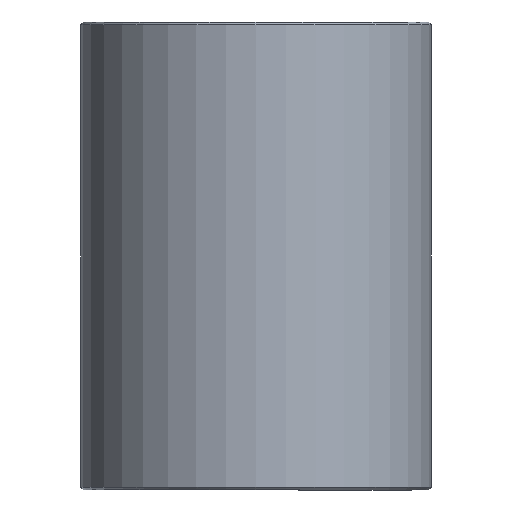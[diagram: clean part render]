
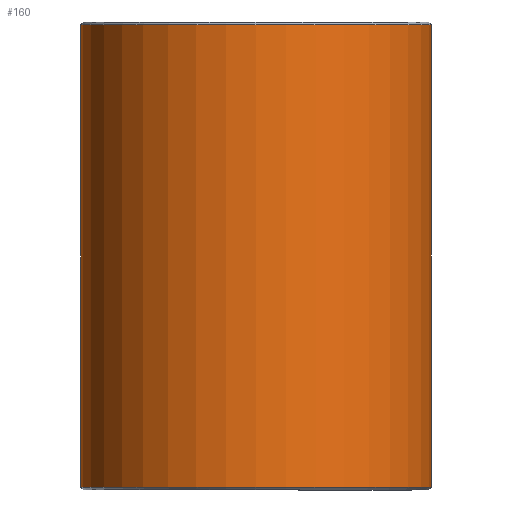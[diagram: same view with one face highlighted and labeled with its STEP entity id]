
A CAD part, front view. The second image highlights one B-rep face of the part: STEP entity #160.
In plain terms, the highlighted cylindrical face has radius 60 mm (diameter 120 mm), a full revolution.
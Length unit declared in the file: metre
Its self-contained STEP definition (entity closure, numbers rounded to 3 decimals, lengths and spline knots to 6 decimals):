
#160=ADVANCED_FACE('',(#186,#187),#188,.T.);
#186=FACE_OUTER_BOUND('',#2838,.T.);
#187=FACE_OUTER_BOUND('',#2839,.T.);
#188=CYLINDRICAL_SURFACE('',#2840,0.06);
#2838=EDGE_LOOP('',(#5515));
#2839=EDGE_LOOP('',(#5516));
#2840=AXIS2_PLACEMENT_3D('',#5517,#5518,#5519);
#5515=ORIENTED_EDGE('',*,*,#5560,.T.);
#5516=ORIENTED_EDGE('',*,*,#5561,.F.);
#5517=CARTESIAN_POINT('',(0.0,0.0,0.));
#5518=DIRECTION('',(0.0,0.,-1.0));
#5519=DIRECTION('',(0.0,1.0,0.));
#5560=EDGE_CURVE('',#5592,#5592,#5593,.T.);
#5561=EDGE_CURVE('',#5594,#5594,#5595,.T.);
#5592=VERTEX_POINT('',#5864);
#5593=CIRCLE('',#5865,0.06);
#5594=VERTEX_POINT('',#5866);
#5595=CIRCLE('',#5867,0.06);
#5864=CARTESIAN_POINT('',(0.0,0.06,0.159));
#5865=AXIS2_PLACEMENT_3D('',#5900,#5901,#5902);
#5866=CARTESIAN_POINT('',(0.0,0.06,0.001));
#5867=AXIS2_PLACEMENT_3D('',#5903,#5904,#5905);
#5900=CARTESIAN_POINT('',(0.0,0.,0.159));
#5901=DIRECTION('',(0.0,0.,-1.0));
#5902=DIRECTION('',(0.0,1.0,0.));
#5903=CARTESIAN_POINT('',(0.0,0.0,0.001));
#5904=DIRECTION('',(0.0,0.,-1.0));
#5905=DIRECTION('',(0.0,1.0,0.));
